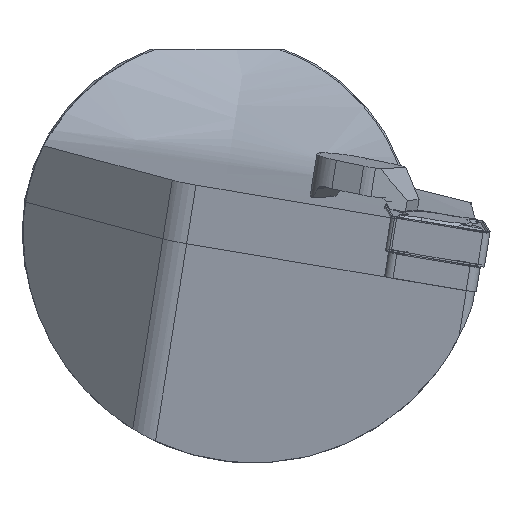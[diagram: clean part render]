
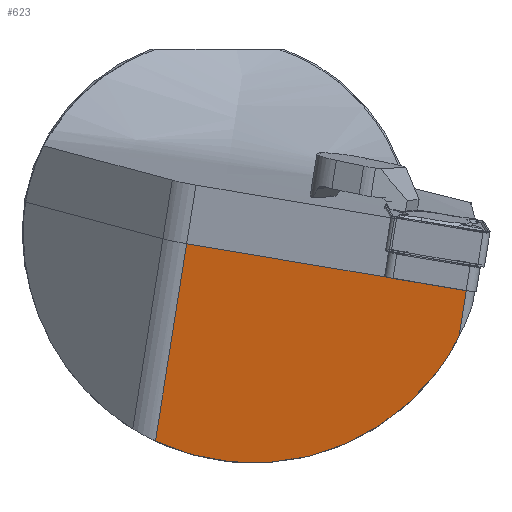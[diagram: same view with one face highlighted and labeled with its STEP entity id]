
A CAD part, left-side view. The second image highlights one B-rep face of the part: STEP entity #623.
In plain terms, the highlighted planar face has unit normal (-0.991, 0.102, -0.089).
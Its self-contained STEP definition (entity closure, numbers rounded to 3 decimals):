
#611=ELLIPSE('',#2662,29.774,29.5);
#623=ADVANCED_FACE('',(#816),#744,.F.);
#744=PLANE('',#2663);
#816=FACE_OUTER_BOUND('',#931,.T.);
#931=EDGE_LOOP('',(#1443,#1444,#1445,#1446,#1447,#1448));
#1066=LINE('',#3501,#1252);
#1067=LINE('',#3504,#1253);
#1068=LINE('',#3508,#1254);
#1069=LINE('',#3510,#1255);
#1070=LINE('',#3512,#1256);
#1252=VECTOR('',#2886,1.);
#1253=VECTOR('',#2887,1.);
#1254=VECTOR('',#2890,1.);
#1255=VECTOR('',#2891,1.);
#1256=VECTOR('',#2892,1.);
#1443=ORIENTED_EDGE('',*,*,#2274,.F.);
#1444=ORIENTED_EDGE('',*,*,#2275,.T.);
#1445=ORIENTED_EDGE('',*,*,#2276,.T.);
#1446=ORIENTED_EDGE('',*,*,#2277,.F.);
#1447=ORIENTED_EDGE('',*,*,#2278,.T.);
#1448=ORIENTED_EDGE('',*,*,#2279,.T.);
#2067=VERTEX_POINT('',#3502);
#2068=VERTEX_POINT('',#3503);
#2069=VERTEX_POINT('',#3505);
#2070=VERTEX_POINT('',#3507);
#2071=VERTEX_POINT('',#3509);
#2072=VERTEX_POINT('',#3511);
#2274=EDGE_CURVE('',#2067,#2068,#1066,.T.);
#2275=EDGE_CURVE('',#2067,#2069,#1067,.T.);
#2276=EDGE_CURVE('',#2069,#2070,#611,.T.);
#2277=EDGE_CURVE('',#2071,#2070,#1068,.T.);
#2278=EDGE_CURVE('',#2071,#2072,#1069,.T.);
#2279=EDGE_CURVE('',#2072,#2068,#1070,.T.);
#2662=AXIS2_PLACEMENT_3D('',#3506,#2888,#2889);
#2663=AXIS2_PLACEMENT_3D('',#3513,#2893,#2894);
#2886=DIRECTION('',(-0.086,-0.983,-0.165));
#2887=DIRECTION('',(0.105,0.156,-0.982));
#2888=DIRECTION('',(-0.991,0.102,-0.089));
#2889=DIRECTION('',(-0.135,-0.744,0.654));
#2890=DIRECTION('',(0.105,0.156,-0.982));
#2891=DIRECTION('',(0.086,0.983,0.165));
#2892=DIRECTION('',(0.086,0.983,0.165));
#2893=DIRECTION('',(0.991,-0.102,0.089));
#2894=DIRECTION('',(0.102,0.995,0.));
#3501=CARTESIAN_POINT('',(-274.874,32.123,-1.598));
#3502=CARTESIAN_POINT('',(-274.874,32.123,-1.598));
#3503=CARTESIAN_POINT('',(-277.097,6.715,-5.859));
#3504=CARTESIAN_POINT('',(-327.056,-45.543,488.762));
#3505=CARTESIAN_POINT('',(-272.184,36.127,-26.876));
#3506=CARTESIAN_POINT('',(-275.88,23.561,-0.186));
#3507=CARTESIAN_POINT('',(-277.377,-2.749,-13.529));
#3508=CARTESIAN_POINT('',(-330.189,-81.353,482.757));
#3509=CARTESIAN_POINT('',(-278.007,-3.688,-7.604));
#3510=CARTESIAN_POINT('',(-274.874,32.123,-1.598));
#3511=CARTESIAN_POINT('',(-277.13,6.343,-5.922));
#3512=CARTESIAN_POINT('',(-274.874,32.123,-1.598));
#3513=CARTESIAN_POINT('',(-327.056,-45.543,488.762));
